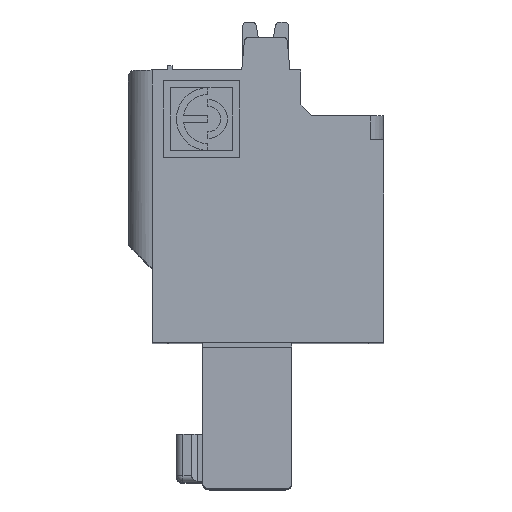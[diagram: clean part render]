
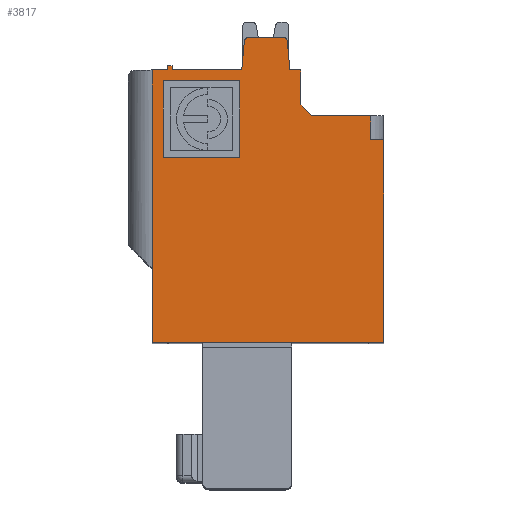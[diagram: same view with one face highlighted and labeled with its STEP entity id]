
A CAD part, top view. The second image highlights one B-rep face of the part: STEP entity #3817.
In plain terms, the highlighted planar face has unit normal (0, 0, 1).
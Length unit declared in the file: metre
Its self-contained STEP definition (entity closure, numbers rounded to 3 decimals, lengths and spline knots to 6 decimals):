
#3817=ADVANCED_FACE('',(#8823,#8824),#8825,.F.);
#5949=EDGE_CURVE('',#12031,#12032,#12033,.T.);
#8823=FACE_BOUND('',#14926,.T.);
#8824=FACE_OUTER_BOUND('',#14927,.T.);
#8825=PLANE('',#14928);
#11764=VERTEX_POINT('',#21182);
#11768=VERTEX_POINT('',#21188);
#11778=VERTEX_POINT('',#21203);
#11785=VERTEX_POINT('',#21213);
#12012=VERTEX_POINT('',#21733);
#12018=VERTEX_POINT('',#21743);
#12031=VERTEX_POINT('',#21764);
#12032=VERTEX_POINT('',#21765);
#12033=LINE('',#21766,#21767);
#12035=VERTEX_POINT('',#21770);
#12047=VERTEX_POINT('',#21792);
#12125=VERTEX_POINT('',#21924);
#12129=VERTEX_POINT('',#21930);
#14926=EDGE_LOOP('',(#30092,#30093,#30094,#30095));
#14927=EDGE_LOOP('',(#30096,#30097,#30098,#30099,#30100,#30101,#30102,#30103,#30104,#30105,#30106,#30107,#30108,#30109,#30110,#30111,#30112,#30113,#30114));
#14928=AXIS2_PLACEMENT_3D('',#30115,#30116,#30117);
#21182=CARTESIAN_POINT('',(0.1241,0.0125,0.0852));
#21188=CARTESIAN_POINT('',(0.124215,0.013817,0.0852));
#21203=CARTESIAN_POINT('',(0.126185,0.013817,0.0852));
#21213=CARTESIAN_POINT('',(0.1263,0.0125,0.0852));
#21733=CARTESIAN_POINT('',(0.1209,0.0125,0.0852));
#21743=CARTESIAN_POINT('',(0.1306,0.0093,0.0852));
#21764=CARTESIAN_POINT('',(0.1306,0.,0.0852));
#21765=CARTESIAN_POINT('',(0.12,0.,0.0852));
#21766=CARTESIAN_POINT('',(0.1306,0.,0.0852));
#21767=VECTOR('',#31960,1.0);
#21770=CARTESIAN_POINT('',(0.13,0.0093,0.0852));
#21792=CARTESIAN_POINT('',(0.1207,0.0125,0.0852));
#21924=CARTESIAN_POINT('',(0.1207,0.0127,0.0852));
#21930=CARTESIAN_POINT('',(0.1209,0.0127,0.0852));
#30092=ORIENTED_EDGE('',*,*,#34081,.T.);
#30093=ORIENTED_EDGE('',*,*,#34078,.T.);
#30094=ORIENTED_EDGE('',*,*,#34072,.T.);
#30095=ORIENTED_EDGE('',*,*,#34070,.T.);
#30096=ORIENTED_EDGE('',*,*,#34288,.F.);
#30097=ORIENTED_EDGE('',*,*,#5949,.F.);
#30098=ORIENTED_EDGE('',*,*,#34286,.T.);
#30099=ORIENTED_EDGE('',*,*,#34289,.F.);
#30100=ORIENTED_EDGE('',*,*,#34290,.F.);
#30101=ORIENTED_EDGE('',*,*,#33971,.F.);
#30102=ORIENTED_EDGE('',*,*,#33961,.T.);
#30103=ORIENTED_EDGE('',*,*,#33983,.T.);
#30104=ORIENTED_EDGE('',*,*,#34283,.F.);
#30105=ORIENTED_EDGE('',*,*,#34051,.T.);
#30106=ORIENTED_EDGE('',*,*,#34049,.T.);
#30107=ORIENTED_EDGE('',*,*,#34046,.T.);
#30108=ORIENTED_EDGE('',*,*,#34042,.T.);
#30109=ORIENTED_EDGE('',*,*,#34040,.T.);
#30110=ORIENTED_EDGE('',*,*,#34282,.F.);
#30111=ORIENTED_EDGE('',*,*,#34291,.T.);
#30112=ORIENTED_EDGE('',*,*,#34292,.F.);
#30113=ORIENTED_EDGE('',*,*,#34293,.F.);
#30114=ORIENTED_EDGE('',*,*,#34294,.F.);
#30115=CARTESIAN_POINT('',(0.134572,0.033759,0.0852));
#30116=DIRECTION('',(0.0,0.,-1.0));
#30117=DIRECTION('',(-1.0,0.0,0.0));
#31960=DIRECTION('',(-1.0,0.,0.));
#33961=EDGE_CURVE('',#36850,#36852,#36854,.T.);
#33971=EDGE_CURVE('',#36850,#36869,#36870,.T.);
#33983=EDGE_CURVE('',#36852,#36886,#36888,.T.);
#34040=EDGE_CURVE('',#11768,#11764,#36945,.T.);
#34042=EDGE_CURVE('',#36947,#11768,#36948,.T.);
#34046=EDGE_CURVE('',#36952,#36947,#36953,.T.);
#34049=EDGE_CURVE('',#11778,#36952,#36956,.T.);
#34051=EDGE_CURVE('',#11785,#11778,#36958,.T.);
#34070=EDGE_CURVE('',#36984,#36989,#36991,.T.);
#34072=EDGE_CURVE('',#36993,#36984,#36994,.T.);
#34078=EDGE_CURVE('',#36999,#36993,#37003,.T.);
#34081=EDGE_CURVE('',#36989,#36999,#37006,.T.);
#34282=EDGE_CURVE('',#12012,#11764,#37278,.T.);
#34283=EDGE_CURVE('',#11785,#36886,#37279,.T.);
#34286=EDGE_CURVE('',#12031,#12018,#37282,.T.);
#34288=EDGE_CURVE('',#12032,#37284,#37285,.T.);
#34289=EDGE_CURVE('',#12035,#12018,#37286,.T.);
#34290=EDGE_CURVE('',#36869,#12035,#37287,.T.);
#34291=EDGE_CURVE('',#12012,#12129,#37288,.T.);
#34292=EDGE_CURVE('',#12125,#12129,#37289,.T.);
#34293=EDGE_CURVE('',#12047,#12125,#37290,.T.);
#34294=EDGE_CURVE('',#37284,#12047,#37291,.T.);
#36850=VERTEX_POINT('',#40857);
#36852=VERTEX_POINT('',#40860);
#36854=LINE('',#40863,#40864);
#36869=VERTEX_POINT('',#40884);
#36870=LINE('',#40885,#40886);
#36886=VERTEX_POINT('',#40916);
#36888=LINE('',#40919,#40920);
#36945=LINE('',#40994,#40995);
#36947=VERTEX_POINT('',#40997);
#36948=CIRCLE('',#40998,0.0002);
#36952=VERTEX_POINT('',#41004);
#36953=LINE('',#41005,#41006);
#36956=CIRCLE('',#41010,0.0002);
#36958=LINE('',#41012,#41013);
#36984=VERTEX_POINT('',#41050);
#36989=VERTEX_POINT('',#41057);
#36991=LINE('',#41060,#41061);
#36993=VERTEX_POINT('',#41063);
#36994=LINE('',#41064,#41065);
#36999=VERTEX_POINT('',#41072);
#37003=LINE('',#41078,#41079);
#37006=LINE('',#41083,#41084);
#37278=LINE('',#41484,#41485);
#37279=LINE('',#41486,#41487);
#37282=LINE('',#41491,#41492);
#37284=VERTEX_POINT('',#41494);
#37285=LINE('',#41495,#41496);
#37286=LINE('',#41497,#41498);
#37287=LINE('',#41499,#41500);
#37288=LINE('',#41501,#41502);
#37289=LINE('',#41503,#41504);
#37290=LINE('',#41505,#41506);
#37291=LINE('',#41507,#41508);
#40857=CARTESIAN_POINT('',(0.127307,0.0104,0.0852));
#40860=CARTESIAN_POINT('',(0.126811,0.010896,0.0852));
#40863=CARTESIAN_POINT('',(0.119267,0.01844,0.0852));
#40864=VECTOR('',#43209,1.0);
#40884=CARTESIAN_POINT('',(0.13,0.0104,0.0852));
#40885=CARTESIAN_POINT('',(0.134572,0.0104,0.0852));
#40886=VECTOR('',#43224,1.0);
#40916=CARTESIAN_POINT('',(0.126811,0.0125,0.0852));
#40919=CARTESIAN_POINT('',(0.126811,0.033759,0.0852));
#40920=VECTOR('',#43234,1.0);
#40994=CARTESIAN_POINT('',(0.124215,0.013817,0.0852));
#40995=VECTOR('',#43267,1.0);
#40997=CARTESIAN_POINT('',(0.124414,0.014,0.0852));
#40998=AXIS2_PLACEMENT_3D('',#43268,#43269,#43270);
#41004=CARTESIAN_POINT('',(0.125985,0.014,0.0852));
#41005=CARTESIAN_POINT('',(0.124475,0.014,0.0852));
#41006=VECTOR('',#43273,1.0);
#41010=AXIS2_PLACEMENT_3D('',#43275,#43276,#43277);
#41012=CARTESIAN_POINT('',(0.1263,0.0125,0.0852));
#41013=VECTOR('',#43278,1.0);
#41050=CARTESIAN_POINT('',(0.1205,0.012,0.0852));
#41057=CARTESIAN_POINT('',(0.124,0.012,0.0852));
#41060=CARTESIAN_POINT('',(0.134072,0.012,0.0852));
#41061=VECTOR('',#43293,1.0);
#41063=CARTESIAN_POINT('',(0.1205,0.0085,0.0852));
#41064=CARTESIAN_POINT('',(0.1205,0.033759,0.0852));
#41065=VECTOR('',#43294,1.0);
#41072=CARTESIAN_POINT('',(0.124,0.0085,0.0852));
#41078=CARTESIAN_POINT('',(0.134072,0.0085,0.0852));
#41079=VECTOR('',#43299,1.0);
#41083=CARTESIAN_POINT('',(0.124,0.033759,0.0852));
#41084=VECTOR('',#43301,1.0);
#41484=CARTESIAN_POINT('',(0.1209,0.0125,0.0852));
#41485=VECTOR('',#43477,1.0);
#41486=CARTESIAN_POINT('',(0.1263,0.0125,0.0852));
#41487=VECTOR('',#43478,1.0);
#41491=CARTESIAN_POINT('',(0.1306,0.,0.0852));
#41492=VECTOR('',#43480,1.0);
#41494=CARTESIAN_POINT('',(0.12,0.0125,0.0852));
#41495=CARTESIAN_POINT('',(0.12,0.0118,0.0852));
#41496=VECTOR('',#43481,1.0);
#41497=CARTESIAN_POINT('',(0.13,0.0093,0.0852));
#41498=VECTOR('',#43482,1.0);
#41499=CARTESIAN_POINT('',(0.13,0.0125,0.0852));
#41500=VECTOR('',#43483,1.0);
#41501=CARTESIAN_POINT('',(0.1209,0.0125,0.0852));
#41502=VECTOR('',#43484,1.0);
#41503=CARTESIAN_POINT('',(0.1207,0.0127,0.0852));
#41504=VECTOR('',#43485,1.0);
#41505=CARTESIAN_POINT('',(0.1207,0.0125,0.0852));
#41506=VECTOR('',#43486,1.0);
#41507=CARTESIAN_POINT('',(0.12,0.0125,0.0852));
#41508=VECTOR('',#43487,1.0);
#43209=DIRECTION('',(-0.707,0.707,0.));
#43224=DIRECTION('',(1.0,0.,0.));
#43234=DIRECTION('',(0.,1.0,0.));
#43267=DIRECTION('',(-0.087,-0.996,0.));
#43268=CARTESIAN_POINT('',(0.124414,0.0138,0.0852));
#43269=DIRECTION('',(0.0,0.,1.0));
#43270=DIRECTION('',(0.0,1.0,0.));
#43273=DIRECTION('',(-1.0,-0.0,0.0));
#43275=CARTESIAN_POINT('',(0.125985,0.0138,0.0852));
#43276=DIRECTION('',(0.,0.,1.0));
#43277=DIRECTION('',(0.996,0.087,0.));
#43278=DIRECTION('',(-0.087,0.996,0.));
#43293=DIRECTION('',(1.0,0.,0.));
#43294=DIRECTION('',(0.,1.0,0.));
#43299=DIRECTION('',(-1.0,0.,0.));
#43301=DIRECTION('',(0.,-1.0,0.));
#43477=DIRECTION('',(1.0,0.0,0.0));
#43478=DIRECTION('',(1.0,0.0,0.0));
#43480=DIRECTION('',(0.0,1.0,0.));
#43481=DIRECTION('',(0.0,1.0,0.));
#43482=DIRECTION('',(1.0,0.0,0.0));
#43483=DIRECTION('',(0.0,-1.0,0.));
#43484=DIRECTION('',(0.0,1.0,0.));
#43485=DIRECTION('',(1.0,0.0,0.0));
#43486=DIRECTION('',(0.0,1.0,0.));
#43487=DIRECTION('',(1.0,0.0,0.0));
